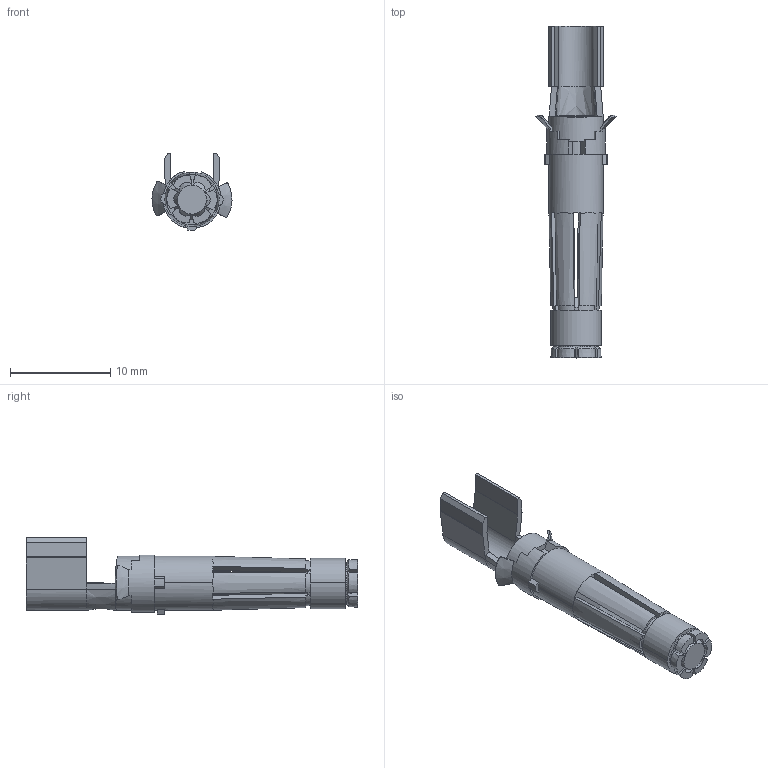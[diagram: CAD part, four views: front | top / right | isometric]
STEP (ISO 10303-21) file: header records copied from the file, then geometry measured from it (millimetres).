
FILE_DESCRIPTION(('Creo Elements/Direct Modeling STEP Export'),'2;1');
FILE_NAME('model.stp','2020-02-17T16:40:11',(''),(''),'Creo Elements/Direct Modeling STEP processor for AP214 (Solid Model)','Creo Elements/Direct Modeling 20.1A 29-Sep-2018 (C) Parametric Technology GmbH','');
FILE_SCHEMA(('AUTOMOTIVE_DESIGN { 1 0 10303 214 1 1 1 1 }'));
Length unit declared in the file: millimetre
Products named in the file (2): PV-FT-CCF-6-R1000
Assembly tree (1 placements, depth 2):
  PV-FT-CCF-6-R1000
    PV-FT-CCF-6-R1000
Bounding box: 8 x 33.13 x 7.66 mm (x, y, z)
Volume: 468.9 mm3; surface area: 918.6 mm2
Topology: 1 solids, 1 shells, 189 faces, 568 edges, 374 vertices
Faces by surface type: plane 78, cone 62, cylinder 29, bspline 20
Entity records: 27305 total; most frequent: CARTESIAN_POINT 21002, ORIENTED_EDGE 1136, DIRECTION 745, EDGE_CURVE 568, VERTEX_POINT 374, AXIS2_PLACEMENT_3D 295, B_SPLINE_CURVE_WITH_KNOTS 237, SURFACE_CURVE 229
